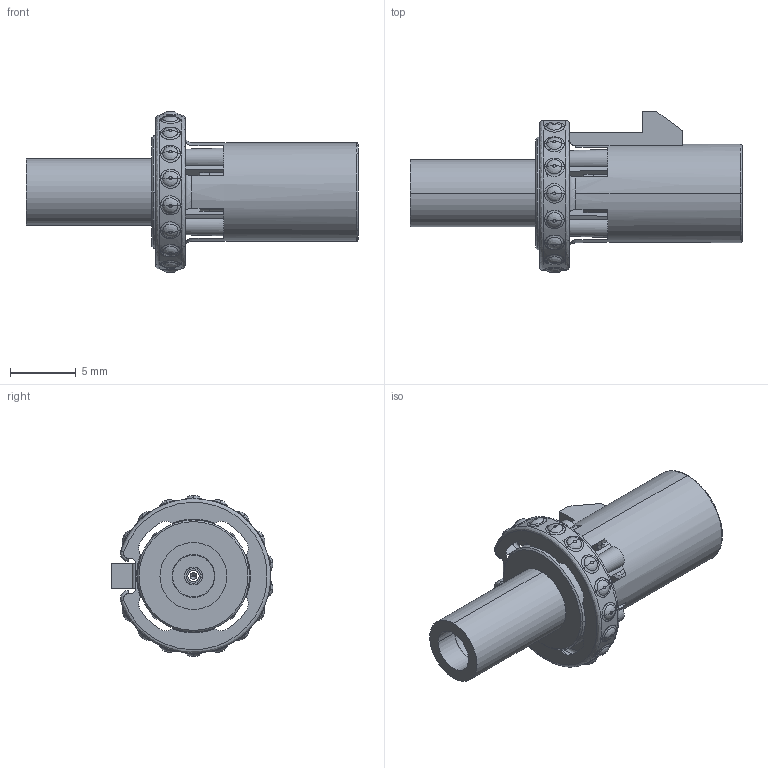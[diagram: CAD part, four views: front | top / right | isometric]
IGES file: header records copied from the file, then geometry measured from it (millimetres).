
Start section:  PTC IGES file: 2FA1-NXSP-C04-1.igs
Global section: file name: 2FA1-NXSP-C04-1.igs; native system: Pro/ENGINEER by Parametric Technology Corporation; preprocessor: 2008010; author: mbalaji; organization: Unknown; date: 20100802.142009; units: inch
Bounding box: 25.17 x 12.27 x 12.19 mm (x, y, z)
Surface area: 1354.6 mm2 (no closed solid volume)
Topology: 0 solids, 0 shells, 169 faces, 866 edges, 866 vertices
Faces by surface type: bspline 102, revolution 67
